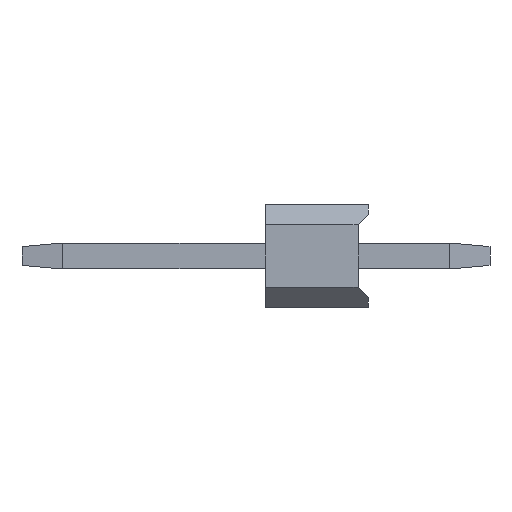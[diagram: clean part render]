
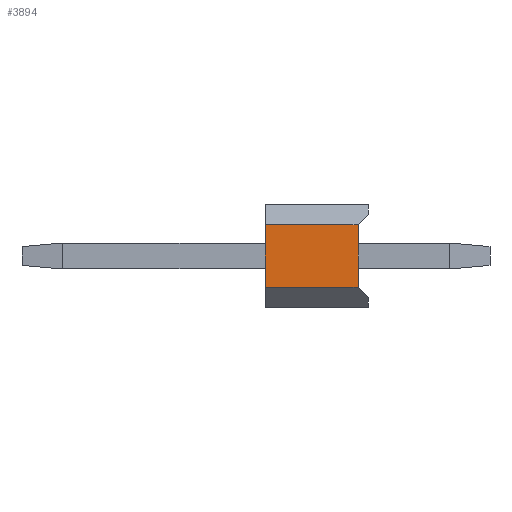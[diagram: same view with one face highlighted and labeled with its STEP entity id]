
A CAD part, left-side view. The second image highlights one B-rep face of the part: STEP entity #3894.
In plain terms, the highlighted planar face has unit normal (-1, 0, 0).
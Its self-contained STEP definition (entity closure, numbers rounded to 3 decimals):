
#104 = CARTESIAN_POINT ( 'NONE',  ( -19.05, 2.54, -0.77 ) ) ;
#443 = EDGE_CURVE ( 'NONE', #9406, #5593, #4723, .T. ) ;
#884 = VECTOR ( 'NONE', #1159, 1000. ) ;
#887 = PLANE ( 'NONE',  #4675 ) ;
#1135 = LINE ( 'NONE', #8636, #884 ) ;
#1159 = DIRECTION ( 'NONE',  ( 0., 1., 0. ) ) ;
#1713 = CARTESIAN_POINT ( 'NONE',  ( -19.05, 0.254, 0.77 ) ) ;
#2272 = ORIENTED_EDGE ( 'NONE', *, *, #443, .F. ) ;
#2400 = VECTOR ( 'NONE', #9382, 1000. ) ;
#2782 = CARTESIAN_POINT ( 'NONE',  ( -19.05, 2.54, 0.77 ) ) ;
#3892 = DIRECTION ( 'NONE',  ( 0., 0., 1. ) ) ;
#3894 = ADVANCED_FACE ( 'NONE', ( #9274 ), #887, .F. ) ;
#3898 = VERTEX_POINT ( 'NONE', #5055 ) ;
#4080 = ORIENTED_EDGE ( 'NONE', *, *, #8257, .T. ) ;
#4675 = AXIS2_PLACEMENT_3D ( 'NONE', #8387, #9347, #5013 ) ;
#4723 = LINE ( 'NONE', #8228, #9338 ) ;
#5013 = DIRECTION ( 'NONE',  ( 0., 0., -1. ) ) ;
#5055 = CARTESIAN_POINT ( 'NONE',  ( -19.05, 0.254, 0.77 ) ) ;
#5141 = EDGE_CURVE ( 'NONE', #3898, #8535, #5548, .T. ) ;
#5548 = LINE ( 'NONE', #1713, #8319 ) ;
#5593 = VERTEX_POINT ( 'NONE', #2782 ) ;
#6457 = EDGE_LOOP ( 'NONE', ( #6603, #6960, #2272, #4080 ) ) ;
#6603 = ORIENTED_EDGE ( 'NONE', *, *, #5141, .F. ) ;
#6860 = EDGE_CURVE ( 'NONE', #3898, #5593, #1135, .T. ) ;
#6960 = ORIENTED_EDGE ( 'NONE', *, *, #6860, .T. ) ;
#8228 = CARTESIAN_POINT ( 'NONE',  ( -19.05, 2.54, 1.27 ) ) ;
#8257 = EDGE_CURVE ( 'NONE', #9406, #8535, #8293, .T. ) ;
#8293 = LINE ( 'NONE', #104, #2400 ) ;
#8319 = VECTOR ( 'NONE', #9192, 1000. ) ;
#8320 = CARTESIAN_POINT ( 'NONE',  ( -19.05, 2.54, -0.77 ) ) ;
#8387 = CARTESIAN_POINT ( 'NONE',  ( -19.05, 2.54, 1.27 ) ) ;
#8535 = VERTEX_POINT ( 'NONE', #10599 ) ;
#8636 = CARTESIAN_POINT ( 'NONE',  ( -19.05, 2.54, 0.77 ) ) ;
#9192 = DIRECTION ( 'NONE',  ( 0., 0., -1. ) ) ;
#9274 = FACE_OUTER_BOUND ( 'NONE', #6457, .T. ) ;
#9338 = VECTOR ( 'NONE', #3892, 1000. ) ;
#9347 = DIRECTION ( 'NONE',  ( 1., 0., 0. ) ) ;
#9382 = DIRECTION ( 'NONE',  ( 0., -1., 0. ) ) ;
#9406 = VERTEX_POINT ( 'NONE', #8320 ) ;
#10599 = CARTESIAN_POINT ( 'NONE',  ( -19.05, 0.254, -0.77 ) ) ;
